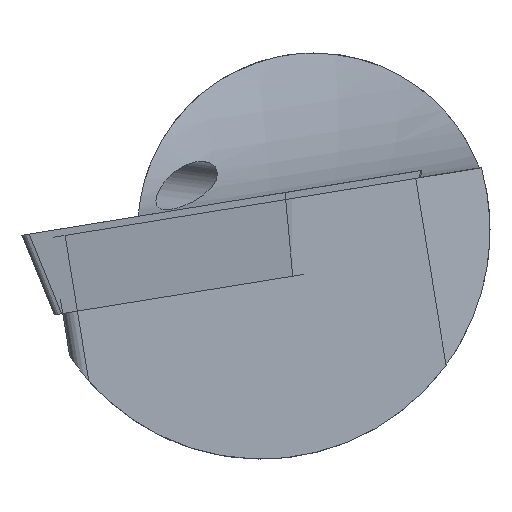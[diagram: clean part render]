
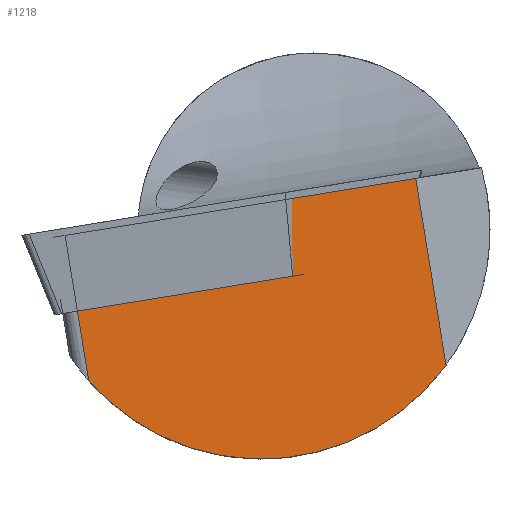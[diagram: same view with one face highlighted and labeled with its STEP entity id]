
A CAD part, front view. The second image highlights one B-rep face of the part: STEP entity #1218.
In plain terms, the highlighted face is planar.
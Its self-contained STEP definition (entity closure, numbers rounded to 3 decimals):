
#94=ELLIPSE('',#1364,6.509,6.5);
#227=ORIENTED_EDGE('',*,*,#536,.F.);
#228=ORIENTED_EDGE('',*,*,#537,.T.);
#229=ORIENTED_EDGE('',*,*,#529,.T.);
#230=ORIENTED_EDGE('',*,*,#538,.F.);
#529=EDGE_CURVE('',#691,#690,#794,.T.);
#536=EDGE_CURVE('',#695,#696,#94,.T.);
#537=EDGE_CURVE('',#695,#691,#797,.T.);
#538=EDGE_CURVE('',#696,#690,#798,.T.);
#690=VERTEX_POINT('',#1962);
#691=VERTEX_POINT('',#1964);
#695=VERTEX_POINT('',#2007);
#696=VERTEX_POINT('',#2008);
#794=LINE('',#1963,#887);
#797=LINE('',#2009,#890);
#798=LINE('',#2010,#891);
#887=VECTOR('',#1560,1000.);
#890=VECTOR('',#1569,1000.);
#891=VECTOR('',#1570,1000.);
#984=EDGE_LOOP('',(#227,#228,#229,#230));
#1085=FACE_BOUND('',#984,.T.);
#1169=PLANE('',#1363);
#1218=ADVANCED_FACE('',(#1085),#1169,.T.);
#1363=AXIS2_PLACEMENT_3D('',#2005,#1565,#1566);
#1364=AXIS2_PLACEMENT_3D('',#2006,#1567,#1568);
#1560=DIRECTION('',(-0.052,0.989,-0.139));
#1565=DIRECTION('',(-0.999,-0.052,0.007));
#1566=DIRECTION('',(-0.052,0.999,0.));
#1567=DIRECTION('',(0.999,0.052,-0.007));
#1568=DIRECTION('',(-0.052,0.989,-0.139));
#1569=DIRECTION('',(0.,0.139,0.99));
#1570=DIRECTION('',(0.,0.139,0.99));
#1962=CARTESIAN_POINT('',(0.353,7.069,-0.029));
#1963=CARTESIAN_POINT('',(0.882,-2.921,1.375));
#1964=CARTESIAN_POINT('',(0.882,-2.921,1.375));
#2005=CARTESIAN_POINT('',(0.31,6.525,-9.849));
#2006=CARTESIAN_POINT('',(0.642,1.5,0.));
#2007=CARTESIAN_POINT('',(0.882,-3.668,-3.942));
#2008=CARTESIAN_POINT('',(0.353,6.487,-4.169));
#2009=CARTESIAN_POINT('',(0.882,-4.284,-8.33));
#2010=CARTESIAN_POINT('',(0.353,5.705,-9.734));
